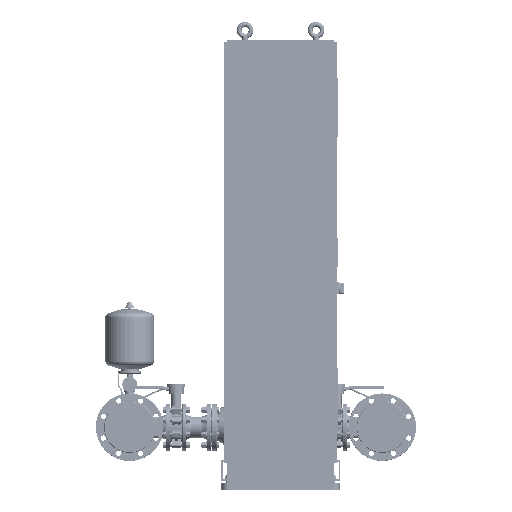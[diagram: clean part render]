
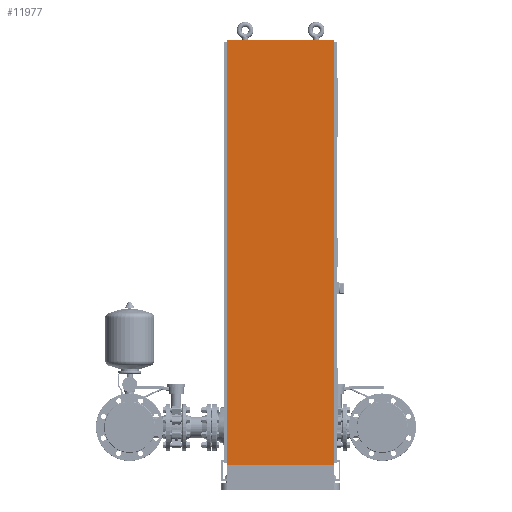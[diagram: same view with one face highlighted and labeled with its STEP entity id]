
A CAD part, left-side view. The second image highlights one B-rep face of the part: STEP entity #11977.
In plain terms, the highlighted planar face has unit normal (-1, 0, 0).
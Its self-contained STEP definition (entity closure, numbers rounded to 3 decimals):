
#11911=CARTESIAN_POINT('',(-700.,-225.0,1900.0));
#11912=VERTEX_POINT('',#11911);
#11919=CARTESIAN_POINT('',(-700.,-225.0,105.0));
#11920=VERTEX_POINT('',#11919);
#11921=CARTESIAN_POINT('',(-700.,-225.0,105.0));
#11922=DIRECTION('',(0.0,0.0,1.0));
#11923=VECTOR('',#11922,1795.0);
#11924=LINE('',#11921,#11923);
#11925=EDGE_CURVE('',#11920,#11912,#11924,.T.);
#11947=CARTESIAN_POINT('',(-700.,-225.0,105.0));
#11948=DIRECTION('',(-1.0,0.0,0.0));
#11949=DIRECTION('',(0.0,0.0,1.0));
#11950=AXIS2_PLACEMENT_3D('',#11947,#11948,#11949);
#11951=PLANE('',#11950);
#11952=CARTESIAN_POINT('',(-700.0,225.0,1900.0));
#11953=VERTEX_POINT('',#11952);
#11954=CARTESIAN_POINT('',(-700.,-225.0,1900.0));
#11955=DIRECTION('',(0.0,1.0,0.0));
#11956=VECTOR('',#11955,450.0);
#11957=LINE('',#11954,#11956);
#11958=EDGE_CURVE('',#11912,#11953,#11957,.T.);
#11959=ORIENTED_EDGE('',*,*,#11958,.T.);
#11960=CARTESIAN_POINT('',(-700.0,225.0,105.0));
#11961=VERTEX_POINT('',#11960);
#11962=CARTESIAN_POINT('',(-700.0,225.0,105.0));
#11963=DIRECTION('',(0.0,0.0,1.0));
#11964=VECTOR('',#11963,1795.0);
#11965=LINE('',#11962,#11964);
#11966=EDGE_CURVE('',#11961,#11953,#11965,.T.);
#11967=ORIENTED_EDGE('',*,*,#11966,.F.);
#11968=CARTESIAN_POINT('',(-700.,-225.0,105.0));
#11969=DIRECTION('',(0.0,1.0,0.0));
#11970=VECTOR('',#11969,450.0);
#11971=LINE('',#11968,#11970);
#11972=EDGE_CURVE('',#11920,#11961,#11971,.T.);
#11973=ORIENTED_EDGE('',*,*,#11972,.F.);
#11974=ORIENTED_EDGE('',*,*,#11925,.T.);
#11975=EDGE_LOOP('',(#11959,#11967,#11973,#11974));
#11976=FACE_OUTER_BOUND('',#11975,.T.);
#11977=ADVANCED_FACE('',(#11976),#11951,.T.);
